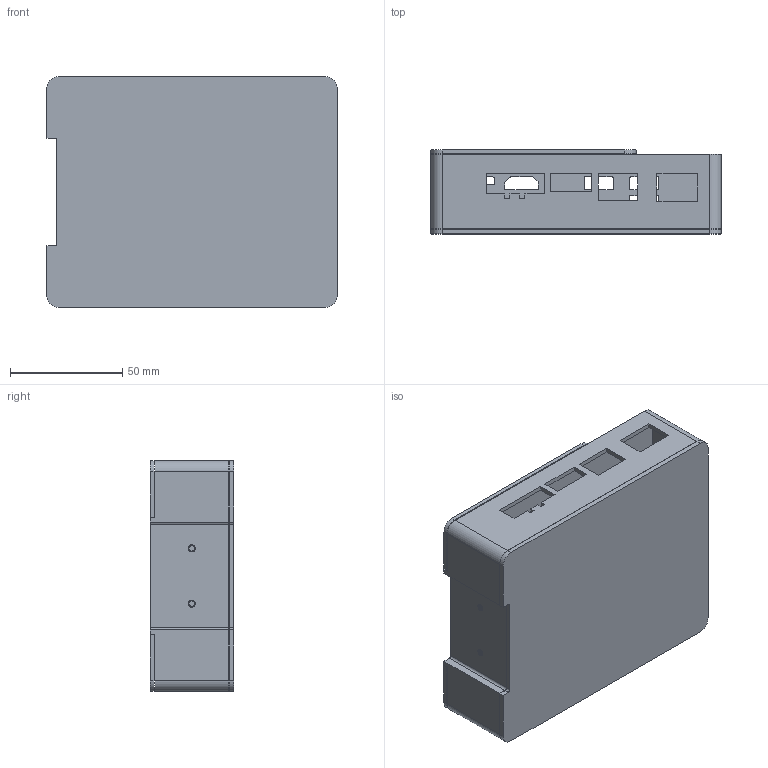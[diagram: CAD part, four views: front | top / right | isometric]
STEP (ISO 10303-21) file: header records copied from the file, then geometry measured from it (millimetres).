
FILE_DESCRIPTION(/* description */ ('','CAx-IF Rec.Pracs.---Representation and Presentation of Product Manufacturing Information (PMI)---4.0---2014-10-13'),/* implementation_level */ '2;1');
FILE_NAME(/* name */ 'OnLogicFR201.step',/* time_stamp */ '2024-12-20T11:01:22-06:00',/* author */ (''),/* organization */ (''),/* preprocessor_version */ 'ST-DEVELOPER v20',/* originating_system */ 'Autodesk Translation Framework v13.20.0.188',/* authorisation */ '');
FILE_SCHEMA (('AP242_MANAGED_MODEL_BASED_3D_ENGINEERING_MIM_LF { 1 0 10303 442 1 1 4 }'));
Length unit declared in the file: millimetre
Products named in the file (1): OnLogicFR201
Bounding box: 129 x 37.2 x 102.6 mm (x, y, z)
Volume: 117372.8 mm3; surface area: 122781.3 mm2
Topology: 3 solids, 3 shells, 172 faces, 502 edges, 333 vertices
Faces by surface type: plane 93, cylinder 75, bspline 4
Full cylindrical faces by diameter (mm): 1.936 x5, 2.529 x4, 3.086 x2
Entity records: 7320 total; most frequent: CARTESIAN_POINT 2656, ORIENTED_EDGE 1004, DIRECTION 915, EDGE_CURVE 502, VERTEX_POINT 333, LINE 331, VECTOR 331, AXIS2_PLACEMENT_3D 292
